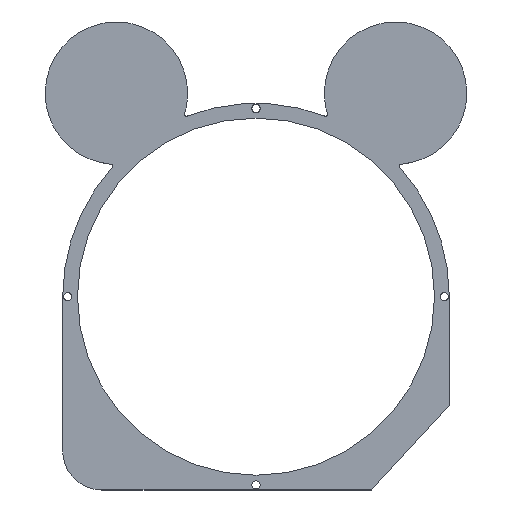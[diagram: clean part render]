
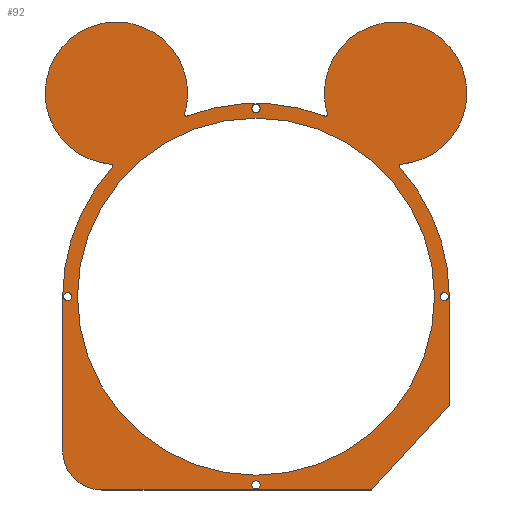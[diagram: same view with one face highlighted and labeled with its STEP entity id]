
A CAD part, top view. The second image highlights one B-rep face of the part: STEP entity #92.
In plain terms, the highlighted planar face has unit normal (0, 0, 1).
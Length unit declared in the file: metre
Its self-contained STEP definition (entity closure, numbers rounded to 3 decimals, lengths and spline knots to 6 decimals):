
#92=ADVANCED_FACE('',(#188,#189,#190,#191,#192,#193),#194,.F.);
#188=FACE_OUTER_BOUND('',#295,.T.);
#189=FACE_BOUND('',#296,.T.);
#190=FACE_BOUND('',#297,.T.);
#191=FACE_BOUND('',#298,.T.);
#192=FACE_BOUND('',#299,.T.);
#193=FACE_BOUND('',#300,.T.);
#194=PLANE('',#301);
#295=EDGE_LOOP('',(#491,#492,#493,#494,#495,#496,#497,#498,#499,#500,#501,#502,#503,#504,#505,#506,#507,#508));
#296=EDGE_LOOP('',(#509,#510));
#297=EDGE_LOOP('',(#511,#512));
#298=EDGE_LOOP('',(#513,#514));
#299=EDGE_LOOP('',(#515,#516));
#300=EDGE_LOOP('',(#517,#518));
#301=AXIS2_PLACEMENT_3D('',#519,#520,#521);
#491=ORIENTED_EDGE('',*,*,#674,.T.);
#492=ORIENTED_EDGE('',*,*,#711,.T.);
#493=ORIENTED_EDGE('',*,*,#702,.T.);
#494=ORIENTED_EDGE('',*,*,#649,.T.);
#495=ORIENTED_EDGE('',*,*,#712,.T.);
#496=ORIENTED_EDGE('',*,*,#713,.T.);
#497=ORIENTED_EDGE('',*,*,#677,.T.);
#498=ORIENTED_EDGE('',*,*,#634,.T.);
#499=ORIENTED_EDGE('',*,*,#714,.T.);
#500=ORIENTED_EDGE('',*,*,#698,.T.);
#501=ORIENTED_EDGE('',*,*,#680,.T.);
#502=ORIENTED_EDGE('',*,*,#685,.T.);
#503=ORIENTED_EDGE('',*,*,#654,.T.);
#504=ORIENTED_EDGE('',*,*,#691,.T.);
#505=ORIENTED_EDGE('',*,*,#664,.T.);
#506=ORIENTED_EDGE('',*,*,#694,.T.);
#507=ORIENTED_EDGE('',*,*,#715,.T.);
#508=ORIENTED_EDGE('',*,*,#642,.T.);
#509=ORIENTED_EDGE('',*,*,#716,.F.);
#510=ORIENTED_EDGE('',*,*,#668,.F.);
#511=ORIENTED_EDGE('',*,*,#717,.F.);
#512=ORIENTED_EDGE('',*,*,#638,.F.);
#513=ORIENTED_EDGE('',*,*,#627,.F.);
#514=ORIENTED_EDGE('',*,*,#718,.F.);
#515=ORIENTED_EDGE('',*,*,#688,.F.);
#516=ORIENTED_EDGE('',*,*,#658,.F.);
#517=ORIENTED_EDGE('',*,*,#706,.F.);
#518=ORIENTED_EDGE('',*,*,#719,.F.);
#519=CARTESIAN_POINT('',(0.0,0.0,0.006));
#520=DIRECTION('',(0.0,0.0,-1.0));
#521=DIRECTION('',(0.0,-1.0,0.0));
#627=EDGE_CURVE('',#741,#742,#743,.T.);
#634=EDGE_CURVE('',#755,#753,#756,.T.);
#638=EDGE_CURVE('',#759,#762,#763,.T.);
#642=EDGE_CURVE('',#768,#769,#770,.T.);
#649=EDGE_CURVE('',#782,#780,#783,.T.);
#654=EDGE_CURVE('',#791,#789,#792,.T.);
#658=EDGE_CURVE('',#795,#798,#799,.T.);
#664=EDGE_CURVE('',#809,#807,#810,.T.);
#668=EDGE_CURVE('',#813,#816,#817,.T.);
#674=EDGE_CURVE('',#769,#824,#826,.T.);
#677=EDGE_CURVE('',#830,#755,#831,.T.);
#680=EDGE_CURVE('',#834,#835,#836,.T.);
#685=EDGE_CURVE('',#835,#791,#843,.T.);
#688=EDGE_CURVE('',#798,#795,#846,.T.);
#691=EDGE_CURVE('',#789,#809,#849,.T.);
#694=EDGE_CURVE('',#807,#852,#853,.T.);
#698=EDGE_CURVE('',#858,#834,#859,.T.);
#702=EDGE_CURVE('',#864,#782,#865,.T.);
#706=EDGE_CURVE('',#870,#871,#872,.T.);
#711=EDGE_CURVE('',#824,#864,#879,.T.);
#712=EDGE_CURVE('',#780,#880,#881,.T.);
#713=EDGE_CURVE('',#880,#830,#882,.T.);
#714=EDGE_CURVE('',#753,#858,#883,.T.);
#715=EDGE_CURVE('',#852,#768,#884,.T.);
#716=EDGE_CURVE('',#816,#813,#885,.T.);
#717=EDGE_CURVE('',#762,#759,#886,.T.);
#718=EDGE_CURVE('',#742,#741,#887,.T.);
#719=EDGE_CURVE('',#871,#870,#888,.T.);
#741=VERTEX_POINT('',#911);
#742=VERTEX_POINT('',#912);
#743=CIRCLE('',#913,0.1755);
#753=VERTEX_POINT('',#926);
#755=VERTEX_POINT('',#929);
#756=LINE('',#930,#931);
#759=VERTEX_POINT('',#935);
#762=VERTEX_POINT('',#939);
#763=CIRCLE('',#940,0.004);
#768=VERTEX_POINT('',#946);
#769=VERTEX_POINT('',#947);
#770=CIRCLE('',#948,0.07);
#780=VERTEX_POINT('',#961);
#782=VERTEX_POINT('',#964);
#783=LINE('',#965,#966);
#789=VERTEX_POINT('',#973);
#791=VERTEX_POINT('',#976);
#792=CIRCLE('',#977,0.07);
#795=VERTEX_POINT('',#981);
#798=VERTEX_POINT('',#985);
#799=CIRCLE('',#986,0.004);
#807=VERTEX_POINT('',#995);
#809=VERTEX_POINT('',#998);
#810=CIRCLE('',#999,0.19);
#813=VERTEX_POINT('',#1003);
#816=VERTEX_POINT('',#1007);
#817=CIRCLE('',#1008,0.004);
#824=VERTEX_POINT('',#1016);
#826=CIRCLE('',#1019,0.07);
#830=VERTEX_POINT('',#1024);
#831=LINE('',#1025,#1026);
#834=VERTEX_POINT('',#1030);
#835=VERTEX_POINT('',#1031);
#836=CIRCLE('',#1032,0.07);
#843=CIRCLE('',#1041,0.07);
#846=CIRCLE('',#1044,0.004);
#849=CIRCLE('',#1047,0.002);
#852=VERTEX_POINT('',#1050);
#853=CIRCLE('',#1051,0.002);
#858=VERTEX_POINT('',#1057);
#859=CIRCLE('',#1058,0.002);
#864=VERTEX_POINT('',#1064);
#865=CIRCLE('',#1065,0.19);
#870=VERTEX_POINT('',#1071);
#871=VERTEX_POINT('',#1072);
#872=CIRCLE('',#1073,0.004);
#879=CIRCLE('',#1082,0.002);
#880=VERTEX_POINT('',#1083);
#881=CIRCLE('',#1084,0.038528);
#882=LINE('',#1085,#1086);
#883=CIRCLE('',#1087,0.19);
#884=CIRCLE('',#1088,0.07);
#885=CIRCLE('',#1089,0.004);
#886=CIRCLE('',#1090,0.004);
#887=CIRCLE('',#1091,0.1755);
#888=CIRCLE('',#1092,0.004);
#911=CARTESIAN_POINT('',(-0.1755,0.0,0.006));
#912=CARTESIAN_POINT('',(0.1755,0.,0.006));
#913=AXIS2_PLACEMENT_3D('',#1116,#1117,#1118);
#926=CARTESIAN_POINT('',(0.19,0.0,0.006));
#929=CARTESIAN_POINT('',(0.19,-0.106636,0.006));
#930=CARTESIAN_POINT('',(0.19,-0.106636,0.006));
#931=VECTOR('',#1126,1.0);
#935=CARTESIAN_POINT('',(0.004,-0.185,0.006));
#939=CARTESIAN_POINT('',(-0.004,-0.185,0.006));
#940=AXIS2_PLACEMENT_3D('',#1129,#1130,#1131);
#946=CARTESIAN_POINT('',(-0.067199,0.2,0.006));
#947=CARTESIAN_POINT('',(-0.207199,0.2,0.006));
#948=AXIS2_PLACEMENT_3D('',#1136,#1137,#1138);
#961=CARTESIAN_POINT('',(-0.19,-0.151472,0.006));
#964=CARTESIAN_POINT('',(-0.19,0.,0.006));
#965=CARTESIAN_POINT('',(-0.19,0.,0.006));
#966=VECTOR('',#1146,1.0);
#973=CARTESIAN_POINT('',(0.070101,0.180055,0.006));
#976=CARTESIAN_POINT('',(0.067199,0.2,0.006));
#977=AXIS2_PLACEMENT_3D('',#1152,#1153,#1154);
#981=CARTESIAN_POINT('',(-0.181,0.,0.006));
#985=CARTESIAN_POINT('',(-0.189,0.,0.006));
#986=AXIS2_PLACEMENT_3D('',#1157,#1158,#1159);
#995=CARTESIAN_POINT('',(-0.067474,0.177616,0.006));
#998=CARTESIAN_POINT('',(0.067474,0.177616,0.006));
#999=AXIS2_PLACEMENT_3D('',#1168,#1169,#1170);
#1003=CARTESIAN_POINT('',(0.004,0.185,0.006));
#1007=CARTESIAN_POINT('',(-0.004,0.185,0.006));
#1008=AXIS2_PLACEMENT_3D('',#1173,#1174,#1175);
#1016=CARTESIAN_POINT('',(-0.142747,0.13022,0.006));
#1019=AXIS2_PLACEMENT_3D('',#1184,#1185,#1186);
#1024=CARTESIAN_POINT('',(0.113596,-0.19,0.006));
#1025=CARTESIAN_POINT('',(0.113596,-0.19,0.006));
#1026=VECTOR('',#1188,1.0);
#1030=CARTESIAN_POINT('',(0.142747,0.13022,0.006));
#1031=CARTESIAN_POINT('',(0.207199,0.2,0.006));
#1032=AXIS2_PLACEMENT_3D('',#1190,#1191,#1192);
#1041=AXIS2_PLACEMENT_3D('',#1198,#1199,#1200);
#1044=AXIS2_PLACEMENT_3D('',#1204,#1205,#1206);
#1047=AXIS2_PLACEMENT_3D('',#1210,#1211,#1212);
#1050=CARTESIAN_POINT('',(-0.070101,0.180055,0.006));
#1051=AXIS2_PLACEMENT_3D('',#1216,#1217,#1218);
#1057=CARTESIAN_POINT('',(0.141417,0.126891,0.006));
#1058=AXIS2_PLACEMENT_3D('',#1223,#1224,#1225);
#1064=CARTESIAN_POINT('',(-0.141417,0.126891,0.006));
#1065=AXIS2_PLACEMENT_3D('',#1230,#1231,#1232);
#1071=CARTESIAN_POINT('',(0.181,0.,0.006));
#1072=CARTESIAN_POINT('',(0.189,0.,0.006));
#1073=AXIS2_PLACEMENT_3D('',#1237,#1238,#1239);
#1082=AXIS2_PLACEMENT_3D('',#1245,#1246,#1247);
#1083=CARTESIAN_POINT('',(-0.151472,-0.19,0.006));
#1084=AXIS2_PLACEMENT_3D('',#1248,#1249,#1250);
#1085=CARTESIAN_POINT('',(-0.151472,-0.19,0.006));
#1086=VECTOR('',#1251,1.0);
#1087=AXIS2_PLACEMENT_3D('',#1252,#1253,#1254);
#1088=AXIS2_PLACEMENT_3D('',#1255,#1256,#1257);
#1089=AXIS2_PLACEMENT_3D('',#1258,#1259,#1260);
#1090=AXIS2_PLACEMENT_3D('',#1261,#1262,#1263);
#1091=AXIS2_PLACEMENT_3D('',#1264,#1265,#1266);
#1092=AXIS2_PLACEMENT_3D('',#1267,#1268,#1269);
#1116=CARTESIAN_POINT('',(0.0,0.0,0.006));
#1117=DIRECTION('',(0.0,0.0,1.0));
#1118=DIRECTION('',(1.0,0.0,0.0));
#1126=DIRECTION('',(0.0,1.0,0.0));
#1129=CARTESIAN_POINT('',(0.,-0.185,0.006));
#1130=DIRECTION('',(0.0,0.0,1.0));
#1131=DIRECTION('',(1.0,0.0,0.0));
#1136=CARTESIAN_POINT('',(-0.137199,0.2,0.006));
#1137=DIRECTION('',(0.0,0.0,1.0));
#1138=DIRECTION('',(1.0,0.0,0.0));
#1146=DIRECTION('',(0.,-1.0,0.0));
#1152=CARTESIAN_POINT('',(0.137199,0.2,0.006));
#1153=DIRECTION('',(0.0,0.0,1.0));
#1154=DIRECTION('',(1.0,0.0,0.0));
#1157=CARTESIAN_POINT('',(-0.185,0.,0.006));
#1158=DIRECTION('',(0.0,0.0,1.0));
#1159=DIRECTION('',(1.0,0.0,0.0));
#1168=CARTESIAN_POINT('',(0.0,0.0,0.006));
#1169=DIRECTION('',(0.0,0.0,1.0));
#1170=DIRECTION('',(-1.0,0.0,0.0));
#1173=CARTESIAN_POINT('',(0.,0.185,0.006));
#1174=DIRECTION('',(0.0,0.0,1.0));
#1175=DIRECTION('',(1.0,0.0,0.0));
#1184=CARTESIAN_POINT('',(-0.137199,0.2,0.006));
#1185=DIRECTION('',(0.0,0.0,1.0));
#1186=DIRECTION('',(1.0,0.0,0.0));
#1188=DIRECTION('',(0.676,0.737,0.0));
#1190=CARTESIAN_POINT('',(0.137199,0.2,0.006));
#1191=DIRECTION('',(0.0,0.0,1.0));
#1192=DIRECTION('',(1.0,0.0,0.0));
#1198=CARTESIAN_POINT('',(0.137199,0.2,0.006));
#1199=DIRECTION('',(0.0,0.0,1.0));
#1200=DIRECTION('',(1.0,0.0,0.0));
#1204=CARTESIAN_POINT('',(-0.185,0.,0.006));
#1205=DIRECTION('',(0.0,0.0,1.0));
#1206=DIRECTION('',(1.0,0.0,0.0));
#1210=CARTESIAN_POINT('',(0.068184,0.179485,0.006));
#1211=DIRECTION('',(0.0,0.0,-1.0));
#1212=DIRECTION('',(-1.0,0.0,0.0));
#1216=CARTESIAN_POINT('',(-0.068184,0.179485,0.006));
#1217=DIRECTION('',(0.0,0.0,-1.0));
#1218=DIRECTION('',(-1.0,0.0,0.0));
#1223=CARTESIAN_POINT('',(0.142905,0.128226,0.006));
#1224=DIRECTION('',(0.0,0.0,-1.0));
#1225=DIRECTION('',(-1.0,0.0,0.0));
#1230=CARTESIAN_POINT('',(0.0,0.0,0.006));
#1231=DIRECTION('',(0.0,0.0,1.0));
#1232=DIRECTION('',(-1.0,0.0,0.0));
#1237=CARTESIAN_POINT('',(0.185,0.,0.006));
#1238=DIRECTION('',(0.0,0.0,1.0));
#1239=DIRECTION('',(1.0,0.0,0.0));
#1245=CARTESIAN_POINT('',(-0.142905,0.128226,0.006));
#1246=DIRECTION('',(0.0,0.0,-1.0));
#1247=DIRECTION('',(-1.0,0.0,0.0));
#1248=CARTESIAN_POINT('',(-0.151472,-0.151472,0.006));
#1249=DIRECTION('',(0.0,0.0,1.0));
#1250=DIRECTION('',(1.0,0.0,0.0));
#1251=DIRECTION('',(1.0,0.0,0.0));
#1252=CARTESIAN_POINT('',(0.0,0.0,0.006));
#1253=DIRECTION('',(0.0,0.0,1.0));
#1254=DIRECTION('',(-1.0,0.0,0.0));
#1255=CARTESIAN_POINT('',(-0.137199,0.2,0.006));
#1256=DIRECTION('',(0.0,0.0,1.0));
#1257=DIRECTION('',(1.0,0.0,0.0));
#1258=CARTESIAN_POINT('',(0.,0.185,0.006));
#1259=DIRECTION('',(0.0,0.0,1.0));
#1260=DIRECTION('',(1.0,0.0,0.0));
#1261=CARTESIAN_POINT('',(0.,-0.185,0.006));
#1262=DIRECTION('',(0.0,0.0,1.0));
#1263=DIRECTION('',(1.0,0.0,0.0));
#1264=CARTESIAN_POINT('',(0.0,0.0,0.006));
#1265=DIRECTION('',(0.0,0.0,1.0));
#1266=DIRECTION('',(1.0,0.0,0.0));
#1267=CARTESIAN_POINT('',(0.185,0.,0.006));
#1268=DIRECTION('',(0.0,0.0,1.0));
#1269=DIRECTION('',(1.0,0.0,0.0));
